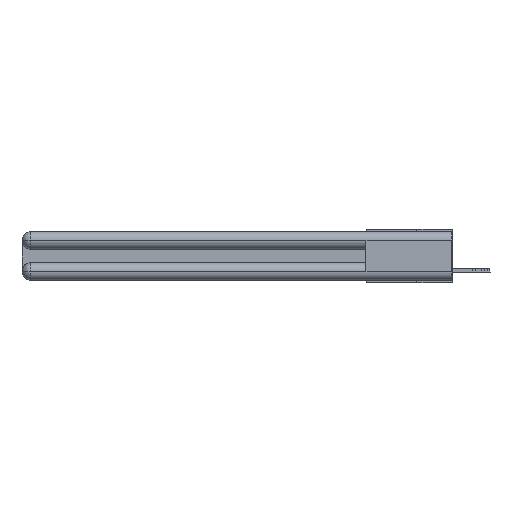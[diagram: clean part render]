
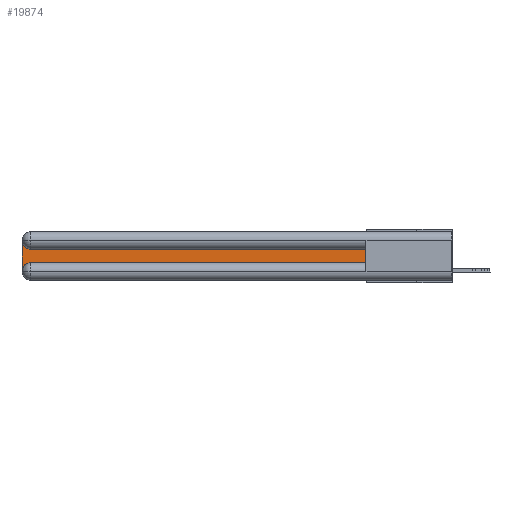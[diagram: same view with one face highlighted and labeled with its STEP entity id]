
A CAD part, left-side view. The second image highlights one B-rep face of the part: STEP entity #19874.
In plain terms, the highlighted planar face has unit normal (-1, 0, 0).
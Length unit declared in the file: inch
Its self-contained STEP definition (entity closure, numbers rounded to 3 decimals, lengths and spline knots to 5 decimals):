
#1091 = CARTESIAN_POINT ( 'NONE',  ( 0.075, 2.94, -0.1225 ) ) ;
#2248 = CARTESIAN_POINT ( 'NONE',  ( 0.075, 0.6, -0.1225 ) ) ;
#2256 = FACE_OUTER_BOUND ( 'NONE', #4510, .T. ) ;
#2392 = VECTOR ( 'NONE', #23714, 39.37008 ) ;
#3656 = AXIS2_PLACEMENT_3D ( 'NONE', #18325, #21152, #9590 ) ;
#3860 = CARTESIAN_POINT ( 'NONE',  ( 0.075, 0.6, -0.2175 ) ) ;
#4069 = EDGE_CURVE ( 'NONE', #10614, #21906, #17439, .T. ) ;
#4161 = ORIENTED_EDGE ( 'NONE', *, *, #16434, .T. ) ;
#4321 = PLANE ( 'NONE',  #3656 ) ;
#4510 = EDGE_LOOP ( 'NONE', ( #29849, #17433, #7212, #4161, #17376, #26848 ) ) ;
#4805 = DIRECTION ( 'NONE',  ( 0., 0., -1. ) ) ;
#4922 = CARTESIAN_POINT ( 'NONE',  ( 0.075, 3., -0.2175 ) ) ;
#5027 = DIRECTION ( 'NONE',  ( 0., 0., -1. ) ) ;
#6087 = AXIS2_PLACEMENT_3D ( 'NONE', #11661, #9126, #27991 ) ;
#6233 = VECTOR ( 'NONE', #5027, 39.37008 ) ;
#6834 = EDGE_CURVE ( 'NONE', #13599, #23241, #23474, .T. ) ;
#7212 = ORIENTED_EDGE ( 'NONE', *, *, #23416, .T. ) ;
#8226 = AXIS2_PLACEMENT_3D ( 'NONE', #12042, #16387, #4805 ) ;
#9126 = DIRECTION ( 'NONE',  ( 1., 0., 0. ) ) ;
#9590 = DIRECTION ( 'NONE',  ( 0., 0., -1. ) ) ;
#10614 = VERTEX_POINT ( 'NONE', #1091 ) ;
#11661 = CARTESIAN_POINT ( 'NONE',  ( 0.075, 2.94, -0.2775 ) ) ;
#12042 = CARTESIAN_POINT ( 'NONE',  ( 0.075, 2.94, -0.0625 ) ) ;
#12645 = VECTOR ( 'NONE', #13454, 39.37008 ) ;
#12983 = CIRCLE ( 'NONE', #6087, 0.06 ) ;
#13454 = DIRECTION ( 'NONE',  ( 0., 1., 0. ) ) ;
#13599 = VERTEX_POINT ( 'NONE', #18017 ) ;
#15907 = VERTEX_POINT ( 'NONE', #26585 ) ;
#16387 = DIRECTION ( 'NONE',  ( 1., 0., 0. ) ) ;
#16434 = EDGE_CURVE ( 'NONE', #15907, #13599, #12983, .T. ) ;
#17376 = ORIENTED_EDGE ( 'NONE', *, *, #6834, .T. ) ;
#17433 = ORIENTED_EDGE ( 'NONE', *, *, #4069, .T. ) ;
#17439 = CIRCLE ( 'NONE', #8226, 0.06 ) ;
#18017 = CARTESIAN_POINT ( 'NONE',  ( 0.075, 2.94, -0.2175 ) ) ;
#18325 = CARTESIAN_POINT ( 'NONE',  ( 0.075, 3., -0.1225 ) ) ;
#19241 = VERTEX_POINT ( 'NONE', #2248 ) ;
#19662 = LINE ( 'NONE', #4922, #6233 ) ;
#19874 = ADVANCED_FACE ( 'NONE', ( #2256 ), #4321, .F. ) ;
#21152 = DIRECTION ( 'NONE',  ( 1., 0., 0. ) ) ;
#21827 = CARTESIAN_POINT ( 'NONE',  ( 0.075, 3., -0.0625 ) ) ;
#21906 = VERTEX_POINT ( 'NONE', #21827 ) ;
#22425 = CARTESIAN_POINT ( 'NONE',  ( 0.075, 0.6, -0.2175 ) ) ;
#22540 = LINE ( 'NONE', #3860, #23990 ) ;
#23241 = VERTEX_POINT ( 'NONE', #22425 ) ;
#23416 = EDGE_CURVE ( 'NONE', #21906, #15907, #19662, .T. ) ;
#23474 = LINE ( 'NONE', #28157, #2392 ) ;
#23714 = DIRECTION ( 'NONE',  ( 0., -1., 0. ) ) ;
#23990 = VECTOR ( 'NONE', #26892, 39.37008 ) ;
#24370 = EDGE_CURVE ( 'NONE', #23241, #19241, #22540, .T. ) ;
#25687 = EDGE_CURVE ( 'NONE', #19241, #10614, #27888, .T. ) ;
#26585 = CARTESIAN_POINT ( 'NONE',  ( 0.075, 3., -0.2775 ) ) ;
#26848 = ORIENTED_EDGE ( 'NONE', *, *, #24370, .T. ) ;
#26892 = DIRECTION ( 'NONE',  ( 0., 0., 1. ) ) ;
#27126 = CARTESIAN_POINT ( 'NONE',  ( 0.075, 0.6, -0.1225 ) ) ;
#27888 = LINE ( 'NONE', #27126, #12645 ) ;
#27991 = DIRECTION ( 'NONE',  ( 0., 0., -1. ) ) ;
#28157 = CARTESIAN_POINT ( 'NONE',  ( 0.075, 0.6, -0.2175 ) ) ;
#29849 = ORIENTED_EDGE ( 'NONE', *, *, #25687, .T. ) ;
